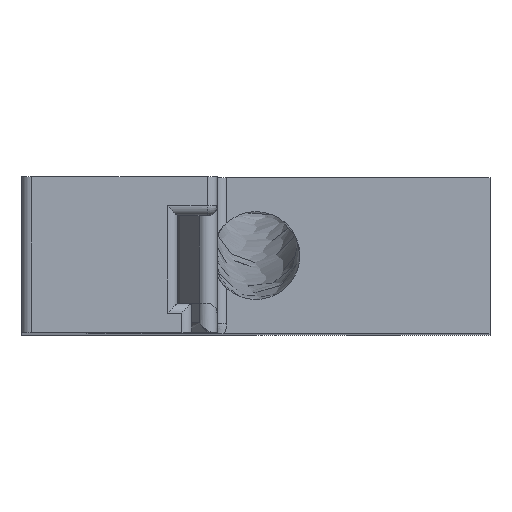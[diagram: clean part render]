
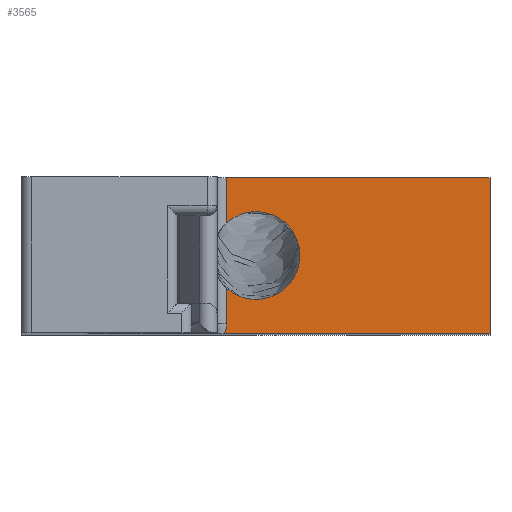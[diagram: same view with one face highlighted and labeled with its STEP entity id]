
A CAD part, top view. The second image highlights one B-rep face of the part: STEP entity #3565.
In plain terms, the highlighted planar face has unit normal (0, 0, 1).
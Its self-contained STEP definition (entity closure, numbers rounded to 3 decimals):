
#43=PLANE('',#3782);
#222=FACE_OUTER_BOUND('',#417,.T.);
#417=EDGE_LOOP('',(#3048,#3049,#3050,#3051,#3052,#3053,#3054,#3055));
#476=CIRCLE('',#3773,1.);
#809=B_SPLINE_CURVE_WITH_KNOTS('',3,(#14809,#14810,#14811,#14812,#14813,
#14814),.UNSPECIFIED.,.F.,.F.,(4,1,1,4),(0.841,1.346,
2.244,3.142),.UNSPECIFIED.);
#810=B_SPLINE_CURVE_WITH_KNOTS('',3,(#14815,#14816,#14817,#14818,#14819,
#14820,#14821),.UNSPECIFIED.,.F.,.F.,(4,1,1,1,4),(-3.142,-2.693,
-2.244,-1.346,-0.841),.UNSPECIFIED.);
#952=LINE('',#10633,#1138);
#957=LINE('',#14693,#1143);
#983=LINE('',#14803,#1169);
#984=LINE('',#14806,#1170);
#985=LINE('',#14807,#1171);
#1138=VECTOR('',#4287,10.);
#1143=VECTOR('',#4310,10.);
#1169=VECTOR('',#4356,10.);
#1170=VECTOR('',#4359,10.);
#1171=VECTOR('',#4360,10.);
#1489=VERTEX_POINT('',#10630);
#1490=VERTEX_POINT('',#10632);
#1497=VERTEX_POINT('',#14660);
#1500=VERTEX_POINT('',#14691);
#1502=VERTEX_POINT('',#14696);
#1526=VERTEX_POINT('',#14779);
#1527=VERTEX_POINT('',#14805);
#1528=VERTEX_POINT('',#14808);
#1980=EDGE_CURVE('',#1490,#1489,#952,.T.);
#2018=EDGE_CURVE('',#1500,#1497,#957,.T.);
#2020=EDGE_CURVE('',#1502,#1500,#476,.T.);
#2052=EDGE_CURVE('',#1526,#1489,#983,.T.);
#2053=EDGE_CURVE('',#1502,#1527,#984,.T.);
#2054=EDGE_CURVE('',#1490,#1527,#985,.T.);
#2055=EDGE_CURVE('',#1526,#1528,#809,.T.);
#2056=EDGE_CURVE('',#1528,#1497,#810,.T.);
#3048=ORIENTED_EDGE('',*,*,#2020,.F.);
#3049=ORIENTED_EDGE('',*,*,#2053,.T.);
#3050=ORIENTED_EDGE('',*,*,#2054,.F.);
#3051=ORIENTED_EDGE('',*,*,#1980,.T.);
#3052=ORIENTED_EDGE('',*,*,#2052,.F.);
#3053=ORIENTED_EDGE('',*,*,#2055,.T.);
#3054=ORIENTED_EDGE('',*,*,#2056,.T.);
#3055=ORIENTED_EDGE('',*,*,#2018,.F.);
#3565=ADVANCED_FACE('',(#222),#43,.T.);
#3773=AXIS2_PLACEMENT_3D('',#14703,#4313,#4314);
#3782=AXIS2_PLACEMENT_3D('',#14804,#4357,#4358);
#4287=DIRECTION('',(-1.,0.,0.));
#4310=DIRECTION('',(0.,1.,0.));
#4313=DIRECTION('center_axis',(0.,0.,1.));
#4314=DIRECTION('ref_axis',(0.707,-0.707,0.));
#4356=DIRECTION('',(0.,1.,0.));
#4357=DIRECTION('center_axis',(0.,0.,1.));
#4358=DIRECTION('ref_axis',(0.,-1.,0.));
#4359=DIRECTION('',(1.,0.,0.));
#4360=DIRECTION('',(0.,-1.,0.));
#10630=CARTESIAN_POINT('',(-1.5,-111.,70.));
#10632=CARTESIAN_POINT('',(12.,-111.,70.));
#10633=CARTESIAN_POINT('',(0.,-111.,70.));
#14660=CARTESIAN_POINT('',(-1.5,-116.677,70.));
#14691=CARTESIAN_POINT('',(-1.5,-118.5,70.));
#14693=CARTESIAN_POINT('',(-1.5,-115.,70.));
#14696=CARTESIAN_POINT('',(-1.634,-119.,70.));
#14703=CARTESIAN_POINT('Origin',(-2.5,-118.5,70.));
#14779=CARTESIAN_POINT('',(-1.5,-113.323,70.));
#14803=CARTESIAN_POINT('',(-1.5,-115.,70.));
#14804=CARTESIAN_POINT('Origin',(0.,-111.,70.));
#14805=CARTESIAN_POINT('',(12.,-119.,70.));
#14806=CARTESIAN_POINT('',(0.,-119.,70.));
#14807=CARTESIAN_POINT('',(12.,-119.,70.));
#14808=CARTESIAN_POINT('',(2.25,-115.,70.));
#14809=CARTESIAN_POINT('Ctrl Pts',(-1.499,-113.325,
70.));
#14810=CARTESIAN_POINT('Ctrl Pts',(-1.215,-113.072,70.));
#14811=CARTESIAN_POINT('Ctrl Pts',(-0.256,-112.561,
70.));
#14812=CARTESIAN_POINT('Ctrl Pts',(1.606,-112.988,70.));
#14813=CARTESIAN_POINT('Ctrl Pts',(2.25,-114.327,70.));
#14814=CARTESIAN_POINT('Ctrl Pts',(2.25,-115.,70.));
#14815=CARTESIAN_POINT('Ctrl Pts',(2.25,-115.,70.));
#14816=CARTESIAN_POINT('Ctrl Pts',(2.25,-115.337,70.));
#14817=CARTESIAN_POINT('Ctrl Pts',(2.095,-116.007,70.));
#14818=CARTESIAN_POINT('Ctrl Pts',(1.239,-117.095,70.));
#14819=CARTESIAN_POINT('Ctrl Pts',(-0.255,-117.439,
70.));
#14820=CARTESIAN_POINT('Ctrl Pts',(-1.215,-116.928,
70.));
#14821=CARTESIAN_POINT('Ctrl Pts',(-1.499,-116.675,70.));
